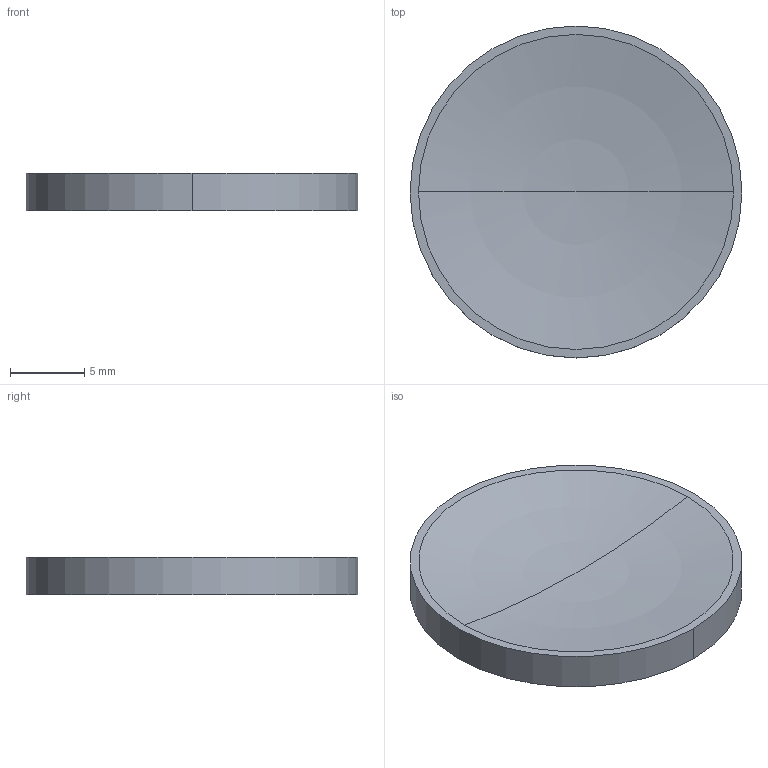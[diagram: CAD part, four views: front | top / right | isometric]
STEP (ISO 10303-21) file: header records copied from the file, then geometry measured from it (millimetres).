
FILE_DESCRIPTION(('HOOPS Exchange Step'),'2;1');
FILE_NAME('export-B8127482-5AB1-4754-AB73-1020ABDFC2D8.stp','2022-04-12T08:54:40+02:00',('Engineering'),('Alibre'),'HOOPS Exchange 2021.0','Alibre','Unknown authorisation');
FILE_SCHEMA( ('AP242_MANAGED_MODEL_BASED_3D_ENGINEERING_MIM_LF {1 0 10303 442 1 1 4 }') );
Length unit declared in the file: millimetre
Products named in the file (1): 5991 Eaton Moeller Pushbutton 22mm Clear Shield PAUSE Translucent (M22-XDL-W-X2)(218301)
Bounding box: 22.4 x 22.4 x 2.5 mm (x, y, z)
Volume: 492.4 mm3; surface area: 1095.6 mm2
Topology: 1 solids, 1 shells, 16 faces, 39 edges, 23 vertices
Faces by surface type: sphere 4, cylinder 4, torus 4, cone 2, plane 2
Entity records: 499 total; most frequent: DIRECTION 100, CARTESIAN_POINT 76, ORIENTED_EDGE 70, AXIS2_PLACEMENT_3D 47, EDGE_CURVE 35, CIRCLE 29, VERTEX_POINT 23, EDGE_LOOP 18
